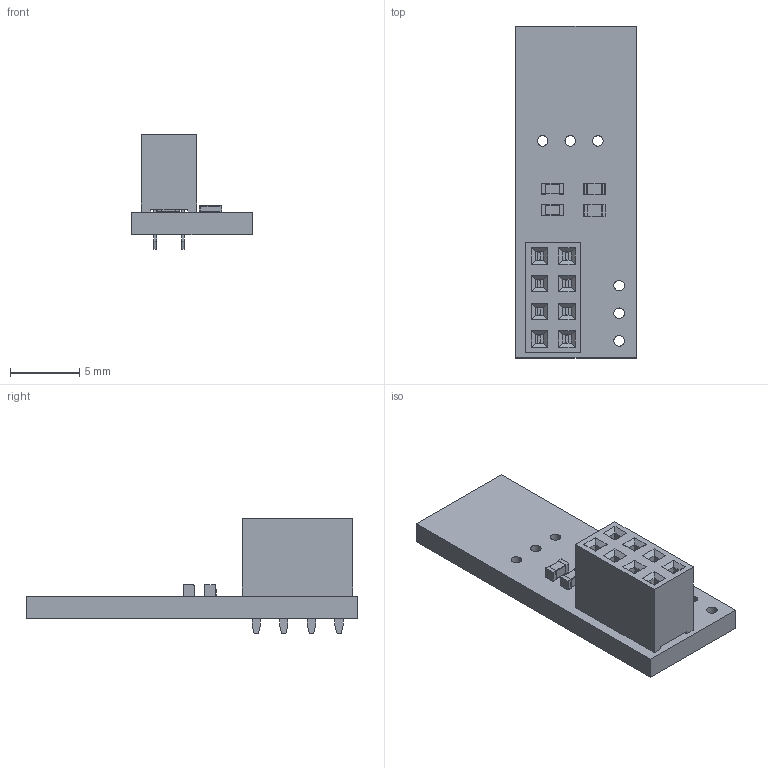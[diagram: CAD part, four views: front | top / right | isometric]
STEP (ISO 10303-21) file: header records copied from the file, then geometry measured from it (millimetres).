
FILE_DESCRIPTION(('KiCad electronic assembly'),'2;1');
FILE_NAME('BME280.step','2019-10-04T12:38:30',('An Author'),('A Company' ),'Open CASCADE STEP processor 6.9','KiCad to STEP converter', 'Unknown');
FILE_SCHEMA(('AUTOMOTIVE_DESIGN { 1 0 10303 214 1 1 1 1 }'));
Length unit declared in the file: millimetre
Products named in the file (8): Open CASCADE STEP translator 6.9 1; C_0603_1608Metric; SOLID; PinSocket_2x04_P2.00mm_Vertical; R_0603_1608Metric; COMPOUND
Assembly tree (9 placements, depth 3):
  Open CASCADE STEP translator 6.9 1
    C_0603_1608Metric  x2
      SOLID
    PinSocket_2x04_P2.00mm_Vertical
      SOLID
    R_0603_1608Metric  x2
      SOLID
    COMPOUND
Bounding box: 8.7 x 24.02 x 8.3 mm (x, y, z)
Volume: 490.1 mm3; surface area: 917.3 mm2
Topology: 6 solids, 6 shells, 386 faces, 998 edges, 652 vertices
Faces by surface type: plane 332, cylinder 54
Full cylindrical faces by diameter (mm): 0.762 x6, 0.8 x8
Entity records: 23550 total; most frequent: CARTESIAN_POINT 3596, DIRECTION 3306, LINE 2438, VECTOR 2438, ORIENTED_EDGE 1716, PCURVE 1716, DEFINITIONAL_REPRESENTATION 1716, EDGE_CURVE 858
